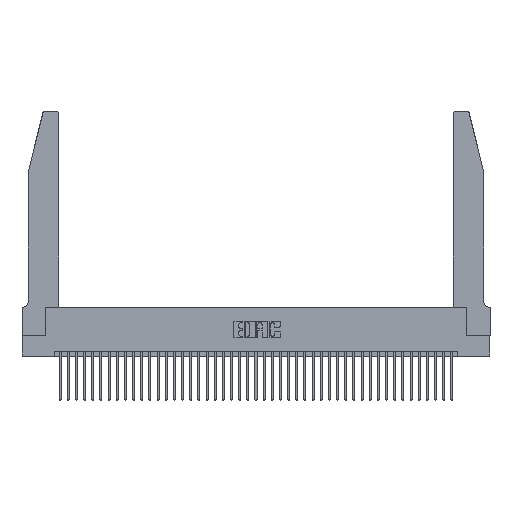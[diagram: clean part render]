
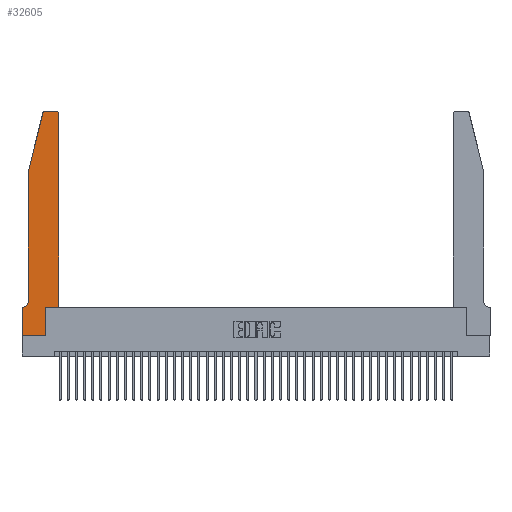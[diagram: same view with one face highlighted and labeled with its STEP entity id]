
A CAD part, top view. The second image highlights one B-rep face of the part: STEP entity #32605.
In plain terms, the highlighted planar face has unit normal (0, 0, 1).
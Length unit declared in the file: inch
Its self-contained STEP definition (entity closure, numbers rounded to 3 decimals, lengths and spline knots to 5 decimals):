
#289 = ORIENTED_EDGE ( 'NONE', *, *, #36912, .T. ) ;
#723 = CARTESIAN_POINT ( 'NONE',  ( 0.4205, 2.75, 0.37 ) ) ;
#822 = EDGE_CURVE ( 'NONE', #3557, #9304, #33236, .T. ) ;
#898 = EDGE_CURVE ( 'NONE', #9304, #15101, #23549, .T. ) ;
#1796 = PLANE ( 'NONE',  #36434 ) ;
#2362 = VERTEX_POINT ( 'NONE', #31214 ) ;
#2391 = EDGE_CURVE ( 'NONE', #15101, #40561, #29681, .T. ) ;
#2983 = DIRECTION ( 'NONE',  ( 0., -1., 0. ) ) ;
#3336 = ORIENTED_EDGE ( 'NONE', *, *, #27307, .T. ) ;
#3557 = VERTEX_POINT ( 'NONE', #9016 ) ;
#4316 = DIRECTION ( 'NONE',  ( 0., 0., -1. ) ) ;
#4605 = LINE ( 'NONE', #33023, #34226 ) ;
#4986 = DIRECTION ( 'NONE',  ( 0., 1., 0. ) ) ;
#5110 = CARTESIAN_POINT ( 'NONE',  ( 0., 0.35, 0.37 ) ) ;
#5386 = CARTESIAN_POINT ( 'NONE',  ( 0.25487, 2.72718, 0.37 ) ) ;
#5637 = VECTOR ( 'NONE', #18544, 39.37008 ) ;
#6194 = DIRECTION ( 'NONE',  ( 0., -1., 0. ) ) ;
#6284 = CARTESIAN_POINT ( 'NONE',  ( 0.0755, 2., 0.37 ) ) ;
#7211 = DIRECTION ( 'NONE',  ( 1., 0., 0. ) ) ;
#7617 = VECTOR ( 'NONE', #11304, 39.37008 ) ;
#8373 = DIRECTION ( 'NONE',  ( 1., 0., 0. ) ) ;
#8413 = ORIENTED_EDGE ( 'NONE', *, *, #898, .T. ) ;
#9016 = CARTESIAN_POINT ( 'NONE',  ( 0.0755, 0.42, 0.37 ) ) ;
#9150 = FACE_OUTER_BOUND ( 'NONE', #38189, .T. ) ;
#9304 = VERTEX_POINT ( 'NONE', #12245 ) ;
#9597 = CARTESIAN_POINT ( 'NONE',  ( 0.284, 2.75, 0.37 ) ) ;
#9956 = EDGE_CURVE ( 'NONE', #40561, #28117, #40002, .T. ) ;
#11049 = ORIENTED_EDGE ( 'NONE', *, *, #27384, .T. ) ;
#11304 = DIRECTION ( 'NONE',  ( 1., 0., 0. ) ) ;
#11581 = CARTESIAN_POINT ( 'NONE',  ( 0., 0.35, 0.37 ) ) ;
#11872 = EDGE_CURVE ( 'NONE', #28117, #31914, #4605, .T. ) ;
#12225 = CARTESIAN_POINT ( 'NONE',  ( 0., 0., 0.37 ) ) ;
#12245 = CARTESIAN_POINT ( 'NONE',  ( 0.0055, 0.35, 0.37 ) ) ;
#12439 = DIRECTION ( 'NONE',  ( -0.239, -0.971, 0. ) ) ;
#12946 = CIRCLE ( 'NONE', #35475, 0.03 ) ;
#14021 = CARTESIAN_POINT ( 'NONE',  ( 0.2865, 0., 0.37 ) ) ;
#15101 = VERTEX_POINT ( 'NONE', #11581 ) ;
#15275 = LINE ( 'NONE', #19754, #7617 ) ;
#15784 = DIRECTION ( 'NONE',  ( -1., 0., 0. ) ) ;
#15791 = CARTESIAN_POINT ( 'NONE',  ( 0.0755, 2., 0.37 ) ) ;
#16842 = CARTESIAN_POINT ( 'NONE',  ( 0.0755, 2., 0.37 ) ) ;
#16920 = DIRECTION ( 'NONE',  ( 0., 0., 1. ) ) ;
#17639 = CIRCLE ( 'NONE', #34735, 0.03 ) ;
#17820 = CARTESIAN_POINT ( 'NONE',  ( 0.4505, 0.35, 0.37 ) ) ;
#18175 = VECTOR ( 'NONE', #39493, 39.37008 ) ;
#18289 = CARTESIAN_POINT ( 'NONE',  ( 0.0755, 0.35, 0.37 ) ) ;
#18544 = DIRECTION ( 'NONE',  ( -1., 0., 0. ) ) ;
#19493 = EDGE_CURVE ( 'NONE', #42116, #3557, #19675, .T. ) ;
#19675 = LINE ( 'NONE', #15791, #20192 ) ;
#19754 = CARTESIAN_POINT ( 'NONE',  ( 0.4505, 0.35, 0.37 ) ) ;
#20192 = VECTOR ( 'NONE', #2983, 39.37008 ) ;
#20458 = CARTESIAN_POINT ( 'NONE',  ( 0.4505, 0.35, 0.37 ) ) ;
#20640 = ORIENTED_EDGE ( 'NONE', *, *, #2391, .T. ) ;
#21304 = LINE ( 'NONE', #6284, #41217 ) ;
#21680 = CARTESIAN_POINT ( 'NONE',  ( 0.0055, 0.42, 0.37 ) ) ;
#22123 = ORIENTED_EDGE ( 'NONE', *, *, #19493, .T. ) ;
#22223 = VERTEX_POINT ( 'NONE', #5386 ) ;
#23526 = DIRECTION ( 'NONE',  ( 1., 0., 0. ) ) ;
#23549 = LINE ( 'NONE', #18289, #5637 ) ;
#23744 = ORIENTED_EDGE ( 'NONE', *, *, #822, .T. ) ;
#23920 = EDGE_CURVE ( 'NONE', #33468, #22223, #12946, .T. ) ;
#24390 = VECTOR ( 'NONE', #4986, 39.37008 ) ;
#25297 = CARTESIAN_POINT ( 'NONE',  ( 0.2865, 0.35, 0.37 ) ) ;
#26442 = LINE ( 'NONE', #17820, #24390 ) ;
#26982 = VERTEX_POINT ( 'NONE', #723 ) ;
#27307 = EDGE_CURVE ( 'NONE', #2362, #26982, #17639, .T. ) ;
#27384 = EDGE_CURVE ( 'NONE', #26982, #33468, #38078, .T. ) ;
#27995 = DIRECTION ( 'NONE',  ( 0., 0., 1. ) ) ;
#28117 = VERTEX_POINT ( 'NONE', #14021 ) ;
#28315 = VECTOR ( 'NONE', #30656, 39.37008 ) ;
#29277 = CARTESIAN_POINT ( 'NONE',  ( 0., 0., 0.37 ) ) ;
#29681 = LINE ( 'NONE', #31892, #32209 ) ;
#29819 = DIRECTION ( 'NONE',  ( 0., 0., 1. ) ) ;
#30656 = DIRECTION ( 'NONE',  ( 1., 0., 0. ) ) ;
#30706 = AXIS2_PLACEMENT_3D ( 'NONE', #21680, #4316, #15784 ) ;
#31214 = CARTESIAN_POINT ( 'NONE',  ( 0.4505, 2.72, 0.37 ) ) ;
#31892 = CARTESIAN_POINT ( 'NONE',  ( 0., 0., 0.37 ) ) ;
#31914 = VERTEX_POINT ( 'NONE', #25297 ) ;
#32209 = VECTOR ( 'NONE', #6194, 39.37008 ) ;
#32605 = ADVANCED_FACE ( 'NONE', ( #9150 ), #1796, .T. ) ;
#33023 = CARTESIAN_POINT ( 'NONE',  ( 0.2865, 0.35, 0.37 ) ) ;
#33073 = CARTESIAN_POINT ( 'NONE',  ( 0.4205, 2.72, 0.37 ) ) ;
#33208 = VERTEX_POINT ( 'NONE', #20458 ) ;
#33236 = CIRCLE ( 'NONE', #30706, 0.07 ) ;
#33333 = EDGE_CURVE ( 'NONE', #22223, #42116, #21304, .T. ) ;
#33468 = VERTEX_POINT ( 'NONE', #9597 ) ;
#33474 = ORIENTED_EDGE ( 'NONE', *, *, #11872, .T. ) ;
#33665 = EDGE_CURVE ( 'NONE', #33208, #2362, #26442, .T. ) ;
#34226 = VECTOR ( 'NONE', #39828, 39.37008 ) ;
#34735 = AXIS2_PLACEMENT_3D ( 'NONE', #33073, #29819, #23526 ) ;
#34807 = ORIENTED_EDGE ( 'NONE', *, *, #23920, .T. ) ;
#35475 = AXIS2_PLACEMENT_3D ( 'NONE', #40052, #16920, #7211 ) ;
#36434 = AXIS2_PLACEMENT_3D ( 'NONE', #5110, #27995, #8373 ) ;
#36511 = ORIENTED_EDGE ( 'NONE', *, *, #33665, .T. ) ;
#36648 = CARTESIAN_POINT ( 'NONE',  ( 0.2605, 2.75, 0.37 ) ) ;
#36912 = EDGE_CURVE ( 'NONE', #31914, #33208, #15275, .T. ) ;
#37120 = ORIENTED_EDGE ( 'NONE', *, *, #9956, .T. ) ;
#38078 = LINE ( 'NONE', #36648, #18175 ) ;
#38114 = ORIENTED_EDGE ( 'NONE', *, *, #33333, .T. ) ;
#38189 = EDGE_LOOP ( 'NONE', ( #11049, #34807, #38114, #22123, #23744, #8413, #20640, #37120, #33474, #289, #36511, #3336 ) ) ;
#39493 = DIRECTION ( 'NONE',  ( -1., 0., 0. ) ) ;
#39828 = DIRECTION ( 'NONE',  ( 0., 1., 0. ) ) ;
#40002 = LINE ( 'NONE', #12225, #28315 ) ;
#40052 = CARTESIAN_POINT ( 'NONE',  ( 0.284, 2.72, 0.37 ) ) ;
#40561 = VERTEX_POINT ( 'NONE', #29277 ) ;
#41217 = VECTOR ( 'NONE', #12439, 39.37008 ) ;
#42116 = VERTEX_POINT ( 'NONE', #16842 ) ;
